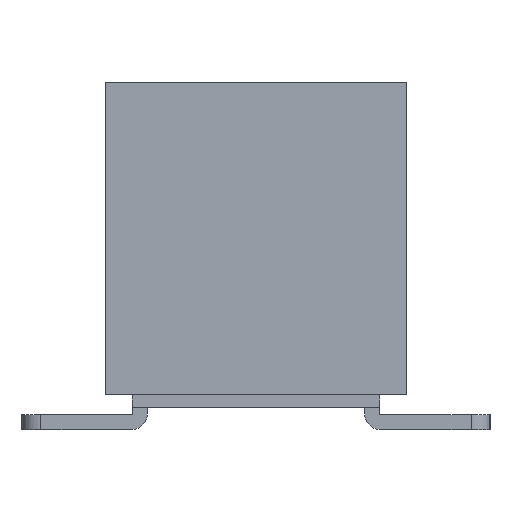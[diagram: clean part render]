
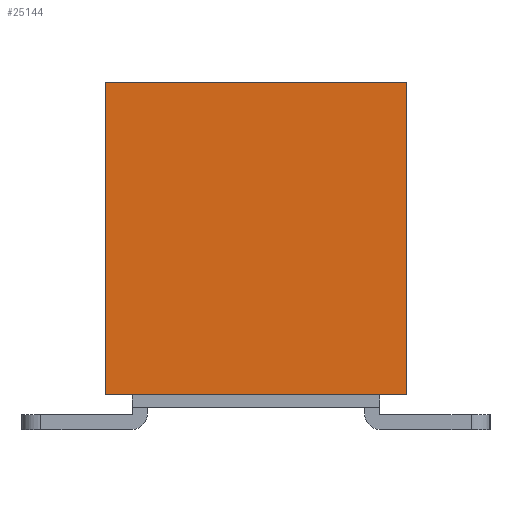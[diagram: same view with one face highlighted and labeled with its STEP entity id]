
A CAD part, front view. The second image highlights one B-rep face of the part: STEP entity #25144.
In plain terms, the highlighted face is planar.
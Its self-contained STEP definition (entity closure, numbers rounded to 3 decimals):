
#3268=LINE('',#42804,#6012);
#3272=LINE('',#42813,#6016);
#3278=LINE('',#42825,#6022);
#3279=LINE('',#42826,#6023);
#6012=VECTOR('',#34174,1000.);
#6016=VECTOR('',#34180,1000.);
#6022=VECTOR('',#34190,1000.);
#6023=VECTOR('',#34191,1000.);
#13017=ORIENTED_EDGE('',*,*,#16980,.F.);
#13018=ORIENTED_EDGE('',*,*,#16990,.F.);
#13019=ORIENTED_EDGE('',*,*,#16984,.T.);
#13020=ORIENTED_EDGE('',*,*,#16991,.T.);
#16980=EDGE_CURVE('',#19384,#19385,#3268,.T.);
#16984=EDGE_CURVE('',#19388,#19389,#3272,.T.);
#16990=EDGE_CURVE('',#19388,#19384,#3278,.T.);
#16991=EDGE_CURVE('',#19389,#19385,#3279,.T.);
#19384=VERTEX_POINT('',#42805);
#19385=VERTEX_POINT('',#42806);
#19388=VERTEX_POINT('',#42814);
#19389=VERTEX_POINT('',#42815);
#21461=EDGE_LOOP('',(#13017,#13018,#13019,#13020));
#22849=FACE_BOUND('',#21461,.T.);
#23789=PLANE('',#27395);
#25144=ADVANCED_FACE('',(#22849),#23789,.T.);
#27395=AXIS2_PLACEMENT_3D('',#42824,#34188,#34189);
#34174=DIRECTION('',(0.,0.,1.));
#34180=DIRECTION('',(0.,0.,1.));
#34188=DIRECTION('',(-1.,0.,0.));
#34189=DIRECTION('',(0.,0.,1.));
#34190=DIRECTION('',(0.,1.,0.));
#34191=DIRECTION('',(0.,1.,0.));
#42804=CARTESIAN_POINT('',(-8.25,2.,-2.07));
#42805=CARTESIAN_POINT('',(-8.25,2.,-2.07));
#42806=CARTESIAN_POINT('',(-8.25,2.,2.07));
#42813=CARTESIAN_POINT('',(-8.25,-2.,-2.07));
#42814=CARTESIAN_POINT('',(-8.25,-2.,-2.07));
#42815=CARTESIAN_POINT('',(-8.25,-2.,2.07));
#42824=CARTESIAN_POINT('',(-8.25,-2.,-2.07));
#42825=CARTESIAN_POINT('',(-8.25,-2.,-2.07));
#42826=CARTESIAN_POINT('',(-8.25,-2.,2.07));
